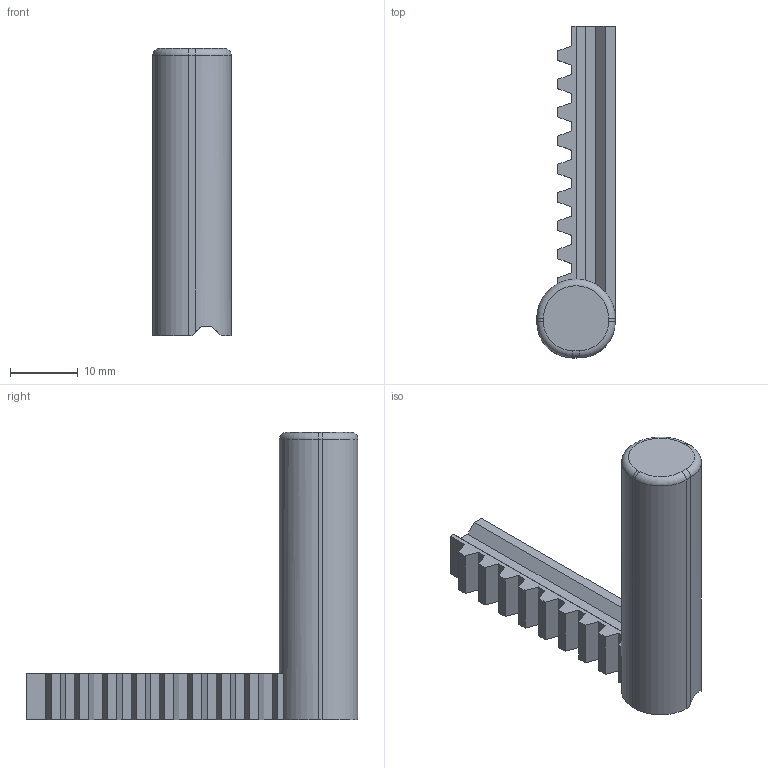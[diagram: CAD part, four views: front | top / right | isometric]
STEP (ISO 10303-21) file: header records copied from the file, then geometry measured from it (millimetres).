
FILE_DESCRIPTION(/* description */ (''),/* implementation_level */ '2;1');
FILE_NAME(/* name */ 'Захват_рейка_ННК.stp',/* time_stamp */ '2024-01-23T21:32:26+03:00',/* author */ ('К'),/* organization */ (''),/* preprocessor_version */ 'ST-DEVELOPER v18.1',/* originating_system */ 'Autodesk Inventor 2022',/* authorisation */ '');
FILE_SCHEMA (('AUTOMOTIVE_DESIGN { 1 0 10303 214 3 1 1 }'));
Length unit declared in the file: millimetre
Products named in the file (1): Захват_рейка_
ННК
Bounding box: 11.6 x 49.05 x 42.41 mm (x, y, z)
Volume: 6165.1 mm3; surface area: 3109.2 mm2
Topology: 1 solids, 1 shells, 59 faces, 165 edges, 108 vertices
Faces by surface type: plane 50, cylinder 6, torus 3
Entity records: 1915 total; most frequent: CARTESIAN_POINT 333, ORIENTED_EDGE 330, DIRECTION 308, EDGE_CURVE 165, LINE 142, VECTOR 142, VERTEX_POINT 108, AXIS2_PLACEMENT_3D 83
